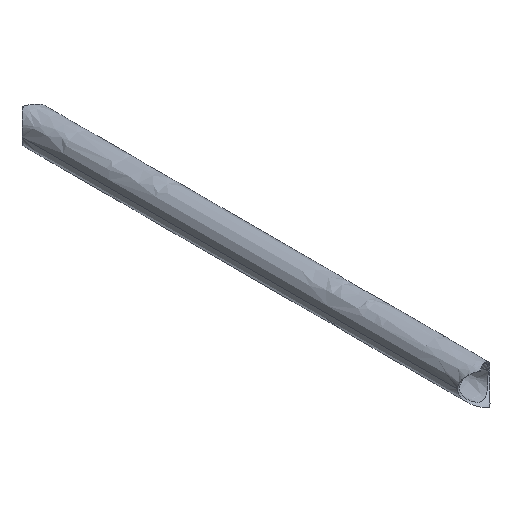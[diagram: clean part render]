
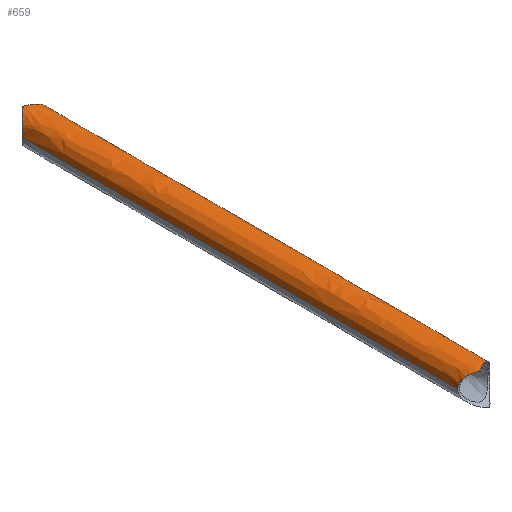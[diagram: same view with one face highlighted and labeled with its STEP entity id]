
A CAD part, isometric view. The second image highlights one B-rep face of the part: STEP entity #659.
In plain terms, the highlighted free-form (B-spline) face has degree [5, 4] with [6, 5] control points.
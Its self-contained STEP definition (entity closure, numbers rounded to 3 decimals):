
#61=CARTESIAN_POINT('Vertex',(-665.5,-167.5,0.)) ;
#110=CARTESIAN_POINT('Vertex',(-640.5,-167.5,0.)) ;
#302=CARTESIAN_POINT('Vertex',(-640.5,167.5,0.)) ;
#306=CARTESIAN_POINT('Control Point',(-640.5,-167.5,0.)) ;
#307=CARTESIAN_POINT('Control Point',(-640.5,-100.5,0.)) ;
#308=CARTESIAN_POINT('Control Point',(-640.5,-33.5,0.)) ;
#309=CARTESIAN_POINT('Control Point',(-640.5,33.5,0.)) ;
#310=CARTESIAN_POINT('Control Point',(-640.5,100.5,0.)) ;
#311=CARTESIAN_POINT('Control Point',(-640.5,167.5,0.)) ;
#314=CARTESIAN_POINT('Control Point',(-665.5,-167.5,0.)) ;
#315=CARTESIAN_POINT('Control Point',(-665.5,-100.5,0.)) ;
#316=CARTESIAN_POINT('Control Point',(-665.5,-33.5,0.)) ;
#317=CARTESIAN_POINT('Control Point',(-665.5,33.5,0.)) ;
#318=CARTESIAN_POINT('Control Point',(-665.5,100.5,0.)) ;
#319=CARTESIAN_POINT('Control Point',(-665.5,167.5,0.)) ;
#320=CARTESIAN_POINT('Vertex',(-665.5,167.5,0.)) ;
#385=CARTESIAN_POINT('Vertex',(-656.741,-176.259,11.927)) ;
#389=CARTESIAN_POINT('Control Point',(-665.5,-167.5,0.)) ;
#390=CARTESIAN_POINT('Control Point',(-665.5,-167.5,0.776)) ;
#391=CARTESIAN_POINT('Control Point',(-665.44,-167.56,1.559)) ;
#392=CARTESIAN_POINT('Control Point',(-665.317,-167.683,2.335)) ;
#393=CARTESIAN_POINT('Control Point',(-664.827,-168.173,4.381)) ;
#394=CARTESIAN_POINT('Control Point',(-663.951,-169.049,6.224)) ;
#395=CARTESIAN_POINT('Control Point',(-663.276,-169.724,7.266)) ;
#396=CARTESIAN_POINT('Control Point',(-661.699,-171.301,9.173)) ;
#397=CARTESIAN_POINT('Control Point',(-659.852,-173.148,10.555)) ;
#398=CARTESIAN_POINT('Control Point',(-658.842,-174.158,11.139)) ;
#399=CARTESIAN_POINT('Control Point',(-657.802,-175.198,11.594)) ;
#400=CARTESIAN_POINT('Control Point',(-656.741,-176.259,11.927)) ;
#430=CARTESIAN_POINT('Vertex',(-643.649,-170.649,8.295)) ;
#442=CARTESIAN_POINT('Control Point',(-643.649,-170.649,8.295)) ;
#443=CARTESIAN_POINT('Control Point',(-642.546,-169.546,7.051)) ;
#444=CARTESIAN_POINT('Control Point',(-641.591,-168.591,5.56)) ;
#445=CARTESIAN_POINT('Control Point',(-640.854,-167.854,3.806)) ;
#446=CARTESIAN_POINT('Control Point',(-640.5,-167.5,1.88)) ;
#447=CARTESIAN_POINT('Control Point',(-640.5,-167.5,0.)) ;
#476=CARTESIAN_POINT('Control Point',(-656.741,-176.259,11.927)) ;
#477=CARTESIAN_POINT('Control Point',(-655.694,-175.507,12.255)) ;
#478=CARTESIAN_POINT('Control Point',(-654.593,-174.777,12.475)) ;
#479=CARTESIAN_POINT('Control Point',(-653.445,-174.081,12.573)) ;
#480=CARTESIAN_POINT('Control Point',(-651.277,-172.89,12.505)) ;
#481=CARTESIAN_POINT('Control Point',(-649.074,-171.925,11.936)) ;
#482=CARTESIAN_POINT('Control Point',(-648.073,-171.543,11.564)) ;
#483=CARTESIAN_POINT('Control Point',(-646.511,-171.047,10.778)) ;
#484=CARTESIAN_POINT('Control Point',(-645.088,-170.766,9.713)) ;
#485=CARTESIAN_POINT('Control Point',(-644.576,-170.693,9.272)) ;
#486=CARTESIAN_POINT('Control Point',(-644.095,-170.654,8.798)) ;
#487=CARTESIAN_POINT('Control Point',(-643.649,-170.649,8.295)) ;
#579=CARTESIAN_POINT('Control Point',(-665.5,-180.,0.)) ;
#580=CARTESIAN_POINT('Control Point',(-665.5,-180.,12.5)) ;
#581=CARTESIAN_POINT('Control Point',(-653.,-180.,18.75)) ;
#582=CARTESIAN_POINT('Control Point',(-640.5,-180.,12.5)) ;
#583=CARTESIAN_POINT('Control Point',(-640.5,-180.,0.)) ;
#584=CARTESIAN_POINT('Control Point',(-665.5,-108.,0.)) ;
#585=CARTESIAN_POINT('Control Point',(-665.5,-108.,12.5)) ;
#586=CARTESIAN_POINT('Control Point',(-653.,-108.,18.75)) ;
#587=CARTESIAN_POINT('Control Point',(-640.5,-108.,12.5)) ;
#588=CARTESIAN_POINT('Control Point',(-640.5,-108.,0.)) ;
#589=CARTESIAN_POINT('Control Point',(-665.5,-36.,0.)) ;
#590=CARTESIAN_POINT('Control Point',(-665.5,-36.,12.5)) ;
#591=CARTESIAN_POINT('Control Point',(-653.,-36.,18.75)) ;
#592=CARTESIAN_POINT('Control Point',(-640.5,-36.,12.5)) ;
#593=CARTESIAN_POINT('Control Point',(-640.5,-36.,0.)) ;
#594=CARTESIAN_POINT('Control Point',(-665.5,36.,0.)) ;
#595=CARTESIAN_POINT('Control Point',(-665.5,36.,12.5)) ;
#596=CARTESIAN_POINT('Control Point',(-653.,36.,18.75)) ;
#597=CARTESIAN_POINT('Control Point',(-640.5,36.,12.5)) ;
#598=CARTESIAN_POINT('Control Point',(-640.5,36.,0.)) ;
#599=CARTESIAN_POINT('Control Point',(-665.5,108.,0.)) ;
#600=CARTESIAN_POINT('Control Point',(-665.5,108.,12.5)) ;
#601=CARTESIAN_POINT('Control Point',(-653.,108.,18.75)) ;
#602=CARTESIAN_POINT('Control Point',(-640.5,108.,12.5)) ;
#603=CARTESIAN_POINT('Control Point',(-640.5,108.,0.)) ;
#604=CARTESIAN_POINT('Control Point',(-665.5,180.,0.)) ;
#605=CARTESIAN_POINT('Control Point',(-665.5,180.,12.5)) ;
#606=CARTESIAN_POINT('Control Point',(-653.,180.,18.75)) ;
#607=CARTESIAN_POINT('Control Point',(-640.5,180.,12.5)) ;
#608=CARTESIAN_POINT('Control Point',(-640.5,180.,0.)) ;
#610=CARTESIAN_POINT('Control Point',(-656.741,176.259,11.927)) ;
#611=CARTESIAN_POINT('Control Point',(-655.694,175.507,12.255)) ;
#612=CARTESIAN_POINT('Control Point',(-654.593,174.777,12.475)) ;
#613=CARTESIAN_POINT('Control Point',(-653.445,174.081,12.573)) ;
#614=CARTESIAN_POINT('Control Point',(-651.277,172.89,12.505)) ;
#615=CARTESIAN_POINT('Control Point',(-649.074,171.925,11.936)) ;
#616=CARTESIAN_POINT('Control Point',(-648.073,171.543,11.564)) ;
#617=CARTESIAN_POINT('Control Point',(-646.511,171.047,10.778)) ;
#618=CARTESIAN_POINT('Control Point',(-645.088,170.766,9.713)) ;
#619=CARTESIAN_POINT('Control Point',(-644.576,170.693,9.272)) ;
#620=CARTESIAN_POINT('Control Point',(-644.095,170.654,8.798)) ;
#621=CARTESIAN_POINT('Control Point',(-643.649,170.649,8.295)) ;
#622=CARTESIAN_POINT('Vertex',(-656.741,176.259,11.927)) ;
#624=CARTESIAN_POINT('Vertex',(-643.649,170.649,8.295)) ;
#628=CARTESIAN_POINT('Control Point',(-656.741,176.259,11.927)) ;
#629=CARTESIAN_POINT('Control Point',(-657.69,175.31,11.63)) ;
#630=CARTESIAN_POINT('Control Point',(-658.622,174.378,11.234)) ;
#631=CARTESIAN_POINT('Control Point',(-659.53,173.47,10.736)) ;
#632=CARTESIAN_POINT('Control Point',(-661.322,171.678,9.494)) ;
#633=CARTESIAN_POINT('Control Point',(-662.895,170.105,7.779)) ;
#634=CARTESIAN_POINT('Control Point',(-663.627,169.373,6.766)) ;
#635=CARTESIAN_POINT('Control Point',(-664.65,168.35,4.865)) ;
#636=CARTESIAN_POINT('Control Point',(-665.255,167.745,2.7)) ;
#637=CARTESIAN_POINT('Control Point',(-665.419,167.581,1.805)) ;
#638=CARTESIAN_POINT('Control Point',(-665.5,167.5,0.898)) ;
#639=CARTESIAN_POINT('Control Point',(-665.5,167.5,0.)) ;
#642=CARTESIAN_POINT('Control Point',(-640.5,167.5,0.)) ;
#643=CARTESIAN_POINT('Control Point',(-640.5,167.5,1.88)) ;
#644=CARTESIAN_POINT('Control Point',(-640.854,167.854,3.805)) ;
#645=CARTESIAN_POINT('Control Point',(-641.592,168.592,5.561)) ;
#646=CARTESIAN_POINT('Control Point',(-642.546,169.546,7.052)) ;
#647=CARTESIAN_POINT('Control Point',(-643.649,170.649,8.295)) ;
#650=ORIENTED_EDGE('',*,*,#626,.F.) ;
#651=ORIENTED_EDGE('',*,*,#640,.T.) ;
#652=ORIENTED_EDGE('',*,*,#322,.F.) ;
#653=ORIENTED_EDGE('',*,*,#401,.T.) ;
#654=ORIENTED_EDGE('',*,*,#488,.T.) ;
#655=ORIENTED_EDGE('',*,*,#448,.T.) ;
#656=ORIENTED_EDGE('',*,*,#312,.T.) ;
#657=ORIENTED_EDGE('',*,*,#648,.T.) ;
#659=ADVANCED_FACE('Corps principal',(#658),#578,.F.) ;
#388=B_SPLINE_CURVE_WITH_KNOTS('',5,(#389,#390,#391,#392,#393,#394,#395,#396,#397,#398,#399,#400),.UNSPECIFIED.,.F.,.U.,(6,3,3,6),(0.,5.798,15.65,26.383),.UNSPECIFIED.) ;
#441=B_SPLINE_CURVE_WITH_KNOTS('',5,(#442,#443,#444,#445,#446,#447),.UNSPECIFIED.,.F.,.U.,(6,6),(20.724,34.774),.UNSPECIFIED.) ;
#475=B_SPLINE_CURVE_WITH_KNOTS('',5,(#476,#477,#478,#479,#480,#481,#482,#483,#484,#485,#486,#487),.UNSPECIFIED.,.F.,.U.,(6,3,3,6),(8.611,17.859,25.637,30.373),.UNSPECIFIED.) ;
#609=B_SPLINE_CURVE_WITH_KNOTS('',5,(#610,#611,#612,#613,#614,#615,#616,#617,#618,#619,#620,#621),.UNSPECIFIED.,.F.,.U.,(6,3,3,6),(8.611,17.859,25.637,30.373),.UNSPECIFIED.) ;
#627=B_SPLINE_CURVE_WITH_KNOTS('',5,(#628,#629,#630,#631,#632,#633,#634,#635,#636,#637,#638,#639),.UNSPECIFIED.,.F.,.U.,(6,3,3,6),(8.39,17.989,28.066,34.774),.UNSPECIFIED.) ;
#641=B_SPLINE_CURVE_WITH_KNOTS('',5,(#642,#643,#644,#645,#646,#647),.UNSPECIFIED.,.F.,.U.,(6,6),(0.,14.049),.UNSPECIFIED.) ;
#312=EDGE_CURVE('',#111,#303,#305,.T.) ;
#322=EDGE_CURVE('',#62,#321,#313,.T.) ;
#401=EDGE_CURVE('',#62,#386,#388,.T.) ;
#448=EDGE_CURVE('',#431,#111,#441,.T.) ;
#488=EDGE_CURVE('',#386,#431,#475,.T.) ;
#626=EDGE_CURVE('',#623,#625,#609,.T.) ;
#640=EDGE_CURVE('',#623,#321,#627,.T.) ;
#648=EDGE_CURVE('',#303,#625,#641,.T.) ;
#649=EDGE_LOOP('',(#650,#651,#652,#653,#654,#655,#656,#657)) ;
#658=FACE_OUTER_BOUND('',#649,.T.) ;
#62=VERTEX_POINT('',#61) ;
#111=VERTEX_POINT('',#110) ;
#303=VERTEX_POINT('',#302) ;
#321=VERTEX_POINT('',#320) ;
#386=VERTEX_POINT('',#385) ;
#431=VERTEX_POINT('',#430) ;
#623=VERTEX_POINT('',#622) ;
#625=VERTEX_POINT('',#624) ;
#305=(BOUNDED_CURVE()B_SPLINE_CURVE(5,(#306,#307,#308,#309,#310,#311),.UNSPECIFIED.,.F.,.U.)B_SPLINE_CURVE_WITH_KNOTS((6,6),(12.5,347.5),.UNSPECIFIED.)CURVE()GEOMETRIC_REPRESENTATION_ITEM()RATIONAL_B_SPLINE_CURVE((1.,1.,1.,1.,1.,1.))REPRESENTATION_ITEM('')) ;
#313=(BOUNDED_CURVE()B_SPLINE_CURVE(5,(#314,#315,#316,#317,#318,#319),.UNSPECIFIED.,.F.,.U.)B_SPLINE_CURVE_WITH_KNOTS((6,6),(12.5,347.5),.UNSPECIFIED.)CURVE()GEOMETRIC_REPRESENTATION_ITEM()RATIONAL_B_SPLINE_CURVE((1.,1.,1.,1.,1.,1.))REPRESENTATION_ITEM('')) ;
#578=(BOUNDED_SURFACE()B_SPLINE_SURFACE(5,4,((#579,#580,#581,#582,#583),(#584,#585,#586,#587,#588),(#589,#590,#591,#592,#593),(#594,#595,#596,#597,#598),(#599,#600,#601,#602,#603),(#604,#605,#606,#607,#608)),.UNSPECIFIED.,.F.,.F.,.U.)B_SPLINE_SURFACE_WITH_KNOTS((6,6),(5,5),(0.,360.),(39.27,78.54),.UNSPECIFIED.)GEOMETRIC_REPRESENTATION_ITEM()RATIONAL_B_SPLINE_SURFACE(((1.,0.707,0.667,0.707,1.),(1.,0.707,0.667,0.707,1.),(1.,0.707,0.667,0.707,1.),(1.,0.707,0.667,0.707,1.),(1.,0.707,0.667,0.707,1.),(1.,0.707,0.667,0.707,1.)))REPRESENTATION_ITEM('Rational BSpline Surface')SURFACE()) ;
